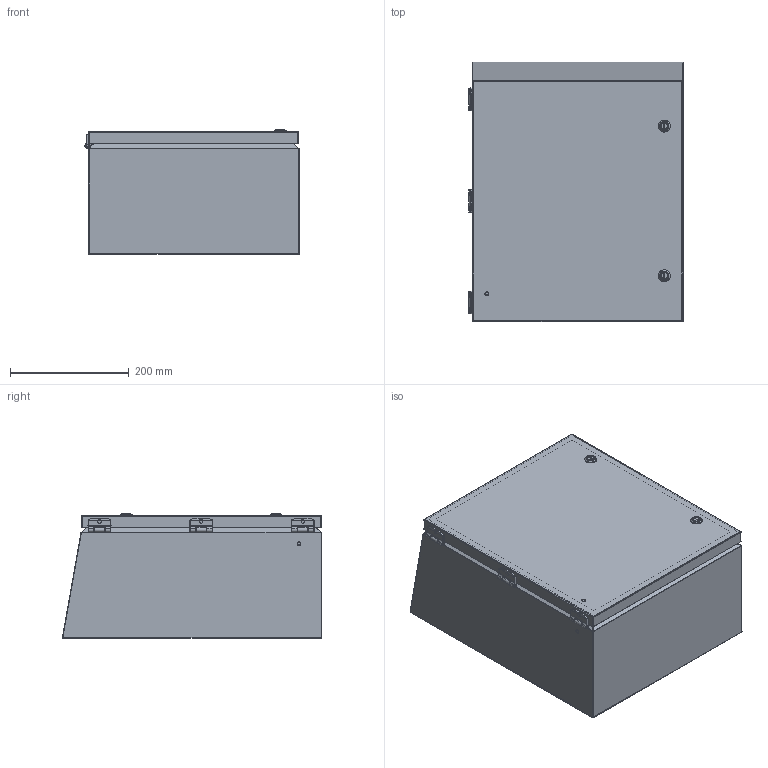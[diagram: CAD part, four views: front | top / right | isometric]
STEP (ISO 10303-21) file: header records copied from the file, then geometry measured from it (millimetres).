
FILE_DESCRIPTION (( 'STEP AP214' ), '1' );
FILE_NAME ('SCE-16148ELJSSST.STEP', '2021-08-13T11:42:12', ( '' ), ( '' ), 'SwSTEP 2.0', 'SolidWorks 2021', '' );
FILE_SCHEMA (( 'AUTOMOTIVE_DESIGN' ));
Length unit declared in the file: inch
Products named in the file (1): SCE-16148ELJSSST
Bounding box: 361.2 x 437.24 x 210.71 mm (x, y, z)
Volume: 1295138.6 mm3; surface area: 1611385 mm2
Topology: 51 solids, 54 shells, 2157 faces, 5233 edges, 3077 vertices
Faces by surface type: plane 855, bspline 713, cylinder 508, cone 45, torus 18, sphere 18
Full cylindrical faces by diameter (mm): 0.508 x3, 2.54 x3, 3.962 x3, 4.013 x9, 4.064 x12, 4.572 x3, 4.775 x8, 4.826 x8, 4.981 x1, 5.08 x2, 5.537 x2, 6.02 x6, 6.058 x2, 6.35 x6, 6.463 x2, 6.502 x2, 6.604 x3, 6.756 x2, 6.824 x2, 7.112 x6, 7.167 x2, 7.216 x4, 7.874 x2, 8.28 x2, 8.89 x2, 9.474 x6, 10.922 x2, 11.684 x2, 12.065 x2, 12.256 x6
Entity records: 113341 total; most frequent: CARTESIAN_POINT 42316, ORIENTED_EDGE 9602, DIRECTION 7018, EDGE_CURVE 4801, VERTEX_POINT 3001, AXIS2_PLACEMENT_3D 2724, EDGE_LOOP 2484, FACE_OUTER_BOUND 2323
